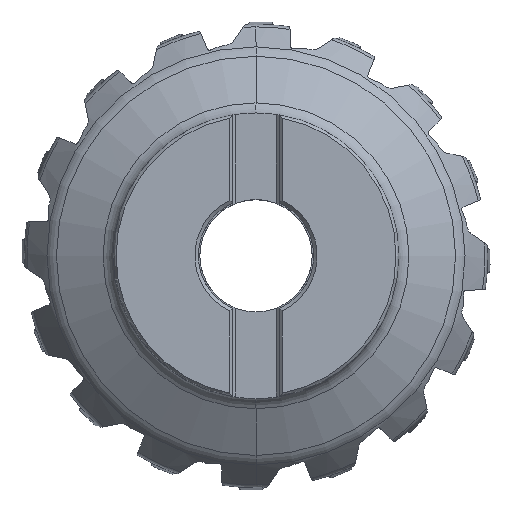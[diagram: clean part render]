
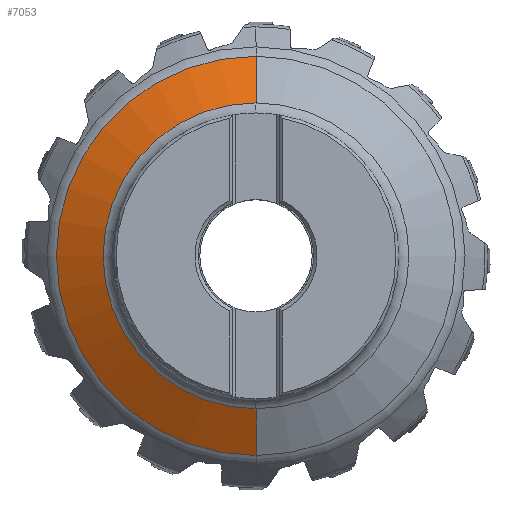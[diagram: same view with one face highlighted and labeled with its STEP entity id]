
A CAD part, top view. The second image highlights one B-rep face of the part: STEP entity #7053.
In plain terms, the highlighted conical face has half-angle 60 degrees and reference radius 59.787 mm.
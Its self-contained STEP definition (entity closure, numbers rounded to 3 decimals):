
#3065=LINE('',#72321,#4809);
#3066=LINE('',#72325,#4810);
#4809=VECTOR('',#45927,1.);
#4810=VECTOR('',#45930,1.);
#7053=ADVANCED_FACE('',(#9176),#8049,.T.);
#8049=CONICAL_SURFACE('',#38895,59.787,60.);
#9176=FACE_OUTER_BOUND('',#11196,.T.);
#11196=EDGE_LOOP('',(#20343,#20344,#20345,#20346,#20347));
#20343=ORIENTED_EDGE('',*,*,#32352,.F.);
#20344=ORIENTED_EDGE('',*,*,#32353,.T.);
#20345=ORIENTED_EDGE('',*,*,#32350,.T.);
#20346=ORIENTED_EDGE('',*,*,#32346,.T.);
#20347=ORIENTED_EDGE('',*,*,#32345,.T.);
#27583=VERTEX_POINT('',#72310);
#27584=VERTEX_POINT('',#72312);
#27585=VERTEX_POINT('',#72314);
#27587=VERTEX_POINT('',#72322);
#27588=VERTEX_POINT('',#72324);
#32345=EDGE_CURVE('',#27584,#27583,#35524,.T.);
#32346=EDGE_CURVE('',#27585,#27584,#35525,.T.);
#32350=EDGE_CURVE('',#27587,#27585,#3065,.T.);
#32352=EDGE_CURVE('',#27588,#27583,#3066,.T.);
#32353=EDGE_CURVE('',#27588,#27587,#35530,.T.);
#35524=CIRCLE('',#38885,67.694);
#35525=CIRCLE('',#38886,67.694);
#35530=CIRCLE('',#38894,51.88);
#38885=AXIS2_PLACEMENT_3D('',#72311,#45913,#45914);
#38886=AXIS2_PLACEMENT_3D('',#72313,#45915,#45916);
#38894=AXIS2_PLACEMENT_3D('',#72327,#45933,#45934);
#38895=AXIS2_PLACEMENT_3D('',#72328,#45935,#45936);
#45913=DIRECTION('',(0.,0.,1.));
#45914=DIRECTION('',(0.,1.,0.));
#45915=DIRECTION('',(0.,0.,1.));
#45916=DIRECTION('',(0.,1.,0.));
#45927=DIRECTION('',(0.,0.866,-0.5));
#45930=DIRECTION('',(0.,-0.866,-0.5));
#45933=DIRECTION('',(0.,0.,-1.));
#45934=DIRECTION('',(0.,-1.,0.));
#45935=DIRECTION('',(0.,0.,-1.));
#45936=DIRECTION('',(0.,-1.,0.));
#72310=CARTESIAN_POINT('',(0.,-67.694,-33.592));
#72311=CARTESIAN_POINT('',(0.,0.,-33.592));
#72312=CARTESIAN_POINT('',(-0.015,67.694,-33.592));
#72313=CARTESIAN_POINT('',(0.,0.,-33.592));
#72314=CARTESIAN_POINT('',(0.,67.694,-33.592));
#72321=CARTESIAN_POINT('',(0.,67.694,-33.592));
#72322=CARTESIAN_POINT('',(0.,51.88,-24.461));
#72324=CARTESIAN_POINT('',(0.,-51.88,-24.461));
#72325=CARTESIAN_POINT('',(0.,-67.694,-33.592));
#72327=CARTESIAN_POINT('',(0.,0.,-24.461));
#72328=CARTESIAN_POINT('',(0.,0.,-29.026));
